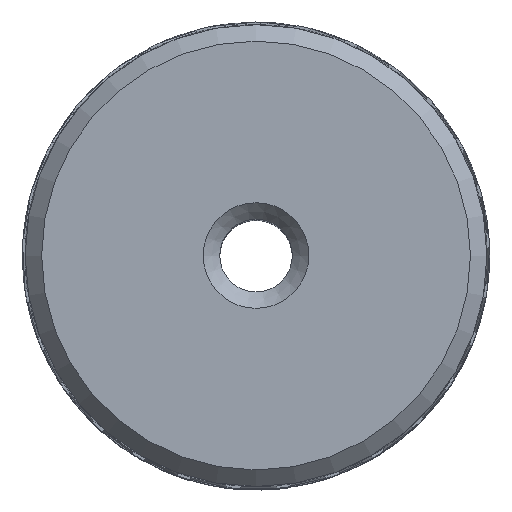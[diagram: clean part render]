
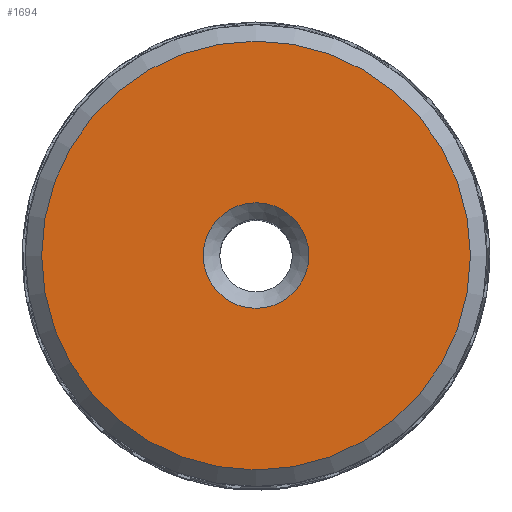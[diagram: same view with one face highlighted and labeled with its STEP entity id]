
A CAD part, top view. The second image highlights one B-rep face of the part: STEP entity #1694.
In plain terms, the highlighted planar face has unit normal (0, 0, 1).
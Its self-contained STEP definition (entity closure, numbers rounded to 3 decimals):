
#98 = CONICAL_SURFACE('',#99,2.2,0.785);
#99 = AXIS2_PLACEMENT_3D('',#100,#101,#102);
#100 = CARTESIAN_POINT('',(0.,0.,18.));
#101 = DIRECTION('',(0.,0.,1.));
#102 = DIRECTION('',(1.,0.,0.));
#796 = VERTEX_POINT('',#797);
#797 = CARTESIAN_POINT('',(3.2,0.,19.));
#818 = EDGE_CURVE('',#796,#796,#819,.T.);
#819 = SURFACE_CURVE('',#820,(#825,#832),.PCURVE_S1.);
#820 = CIRCLE('',#821,3.2);
#821 = AXIS2_PLACEMENT_3D('',#822,#823,#824);
#822 = CARTESIAN_POINT('',(0.,0.,19.));
#823 = DIRECTION('',(0.,0.,-1.));
#824 = DIRECTION('',(1.,0.,0.));
#825 = PCURVE('',#98,#826);
#826 = DEFINITIONAL_REPRESENTATION('',(#827),#831);
#827 = LINE('',#828,#829);
#828 = CARTESIAN_POINT('',(0.,1.));
#829 = VECTOR('',#830,1.);
#830 = DIRECTION('',(-1.,0.));
#831 = ( GEOMETRIC_REPRESENTATION_CONTEXT(2) 
PARAMETRIC_REPRESENTATION_CONTEXT() REPRESENTATION_CONTEXT('2D SPACE',''
  ) );
#832 = PCURVE('',#833,#838);
#833 = PLANE('',#834);
#834 = AXIS2_PLACEMENT_3D('',#835,#836,#837);
#835 = CARTESIAN_POINT('',(14.,0.,19.));
#836 = DIRECTION('',(0.,0.,-1.));
#837 = DIRECTION('',(-1.,0.,0.));
#838 = DEFINITIONAL_REPRESENTATION('',(#839),#843);
#839 = CIRCLE('',#840,3.2);
#840 = AXIS2_PLACEMENT_2D('',#841,#842);
#841 = CARTESIAN_POINT('',(14.,0.));
#842 = DIRECTION('',(-1.,0.));
#843 = ( GEOMETRIC_REPRESENTATION_CONTEXT(2) 
PARAMETRIC_REPRESENTATION_CONTEXT() REPRESENTATION_CONTEXT('2D SPACE',''
  ) );
#1694 = ADVANCED_FACE('',(#1695,#1698),#833,.F.);
#1695 = FACE_BOUND('',#1696,.F.);
#1696 = EDGE_LOOP('',(#1697));
#1697 = ORIENTED_EDGE('',*,*,#818,.F.);
#1698 = FACE_BOUND('',#1699,.F.);
#1699 = EDGE_LOOP('',(#1700));
#1700 = ORIENTED_EDGE('',*,*,#1701,.F.);
#1701 = EDGE_CURVE('',#1702,#1702,#1704,.T.);
#1702 = VERTEX_POINT('',#1703);
#1703 = CARTESIAN_POINT('',(13.,0.,19.));
#1704 = SURFACE_CURVE('',#1705,(#1710,#1721),.PCURVE_S1.);
#1705 = CIRCLE('',#1706,13.);
#1706 = AXIS2_PLACEMENT_3D('',#1707,#1708,#1709);
#1707 = CARTESIAN_POINT('',(0.,0.,19.));
#1708 = DIRECTION('',(0.,0.,1.));
#1709 = DIRECTION('',(1.,0.,0.));
#1710 = PCURVE('',#833,#1711);
#1711 = DEFINITIONAL_REPRESENTATION('',(#1712),#1720);
#1712 = ( BOUNDED_CURVE() B_SPLINE_CURVE(2,(#1713,#1714,#1715,#1716,
#1717,#1718,#1719),.UNSPECIFIED.,.F.,.F.) B_SPLINE_CURVE_WITH_KNOTS((1,2
    ,2,2,2,1),(-2.094,0.,2.094,4.189,
6.283,8.378),.UNSPECIFIED.) CURVE() 
GEOMETRIC_REPRESENTATION_ITEM() RATIONAL_B_SPLINE_CURVE((1.,0.5,1.,0.5,
1.,0.5,1.)) REPRESENTATION_ITEM('') );
#1713 = CARTESIAN_POINT('',(1.,0.));
#1714 = CARTESIAN_POINT('',(1.,22.517));
#1715 = CARTESIAN_POINT('',(20.5,11.258));
#1716 = CARTESIAN_POINT('',(40.,0.));
#1717 = CARTESIAN_POINT('',(20.5,-11.258));
#1718 = CARTESIAN_POINT('',(1.,-22.517));
#1719 = CARTESIAN_POINT('',(1.,0.));
#1720 = ( GEOMETRIC_REPRESENTATION_CONTEXT(2) 
PARAMETRIC_REPRESENTATION_CONTEXT() REPRESENTATION_CONTEXT('2D SPACE',''
  ) );
#1721 = PCURVE('',#1722,#1727);
#1722 = CONICAL_SURFACE('',#1723,14.,0.785);
#1723 = AXIS2_PLACEMENT_3D('',#1724,#1725,#1726);
#1724 = CARTESIAN_POINT('',(0.,0.,18.));
#1725 = DIRECTION('',(0.,0.,-1.));
#1726 = DIRECTION('',(1.,0.,0.));
#1727 = DEFINITIONAL_REPRESENTATION('',(#1728),#1732);
#1728 = LINE('',#1729,#1730);
#1729 = CARTESIAN_POINT('',(0.,-1.));
#1730 = VECTOR('',#1731,1.);
#1731 = DIRECTION('',(-1.,0.));
#1732 = ( GEOMETRIC_REPRESENTATION_CONTEXT(2) 
PARAMETRIC_REPRESENTATION_CONTEXT() REPRESENTATION_CONTEXT('2D SPACE',''
  ) );
